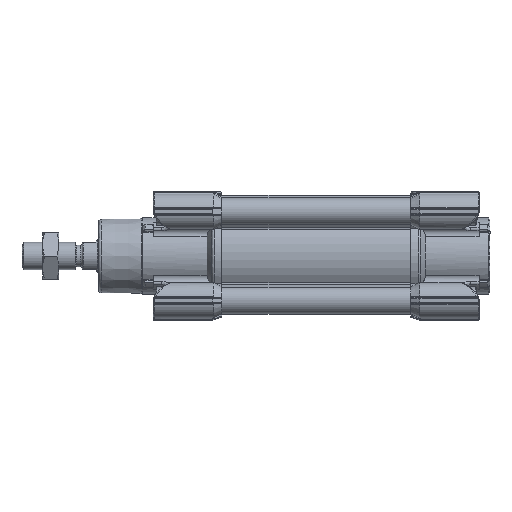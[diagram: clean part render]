
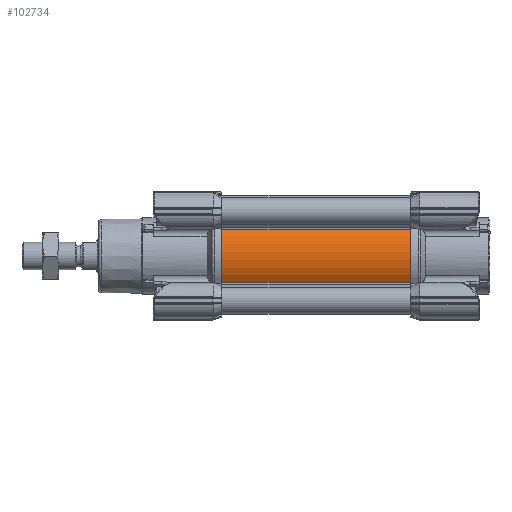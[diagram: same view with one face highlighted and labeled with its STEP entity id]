
A CAD part, left-side view. The second image highlights one B-rep face of the part: STEP entity #102734.
In plain terms, the highlighted cylindrical face has radius 17.5 mm (diameter 35 mm), a partial arc.
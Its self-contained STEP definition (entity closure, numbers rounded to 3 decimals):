
#680 = ORIENTED_EDGE ( 'NONE', *, *, #46969, .F. ) ;
#3406 = VERTEX_POINT ( 'NONE', #25738 ) ;
#5712 = EDGE_CURVE ( 'NONE', #90063, #48580, #37864, .T. ) ;
#7706 = ORIENTED_EDGE ( 'NONE', *, *, #5712, .T. ) ;
#9560 = CARTESIAN_POINT ( 'NONE',  ( -14.587, 50., -9.667 ) ) ;
#9806 = DIRECTION ( 'NONE',  ( 0., 1., 0. ) ) ;
#10988 = CARTESIAN_POINT ( 'NONE',  ( -14.587, 50., 9.667 ) ) ;
#14213 = CARTESIAN_POINT ( 'NONE',  ( 0., 94., 0. ) ) ;
#15622 = DIRECTION ( 'NONE',  ( 1., 0., 0. ) ) ;
#19002 = CIRCLE ( 'NONE', #97786, 17.5 ) ;
#19781 = DIRECTION ( 'NONE',  ( 0., 1., 0. ) ) ;
#21409 = VERTEX_POINT ( 'NONE', #68541 ) ;
#23573 = DIRECTION ( 'NONE',  ( 0., 1., 0. ) ) ;
#23999 = AXIS2_PLACEMENT_3D ( 'NONE', #107068, #23573, #96259 ) ;
#25738 = CARTESIAN_POINT ( 'NONE',  ( -14.587, 25., 9.667 ) ) ;
#28131 = ORIENTED_EDGE ( 'NONE', *, *, #83161, .T. ) ;
#31687 = DIRECTION ( 'NONE',  ( 0., -1., 0. ) ) ;
#37061 = CARTESIAN_POINT ( 'NONE',  ( -14.587, 94., 9.667 ) ) ;
#37864 = CIRCLE ( 'NONE', #106949, 17.5 ) ;
#37885 = EDGE_LOOP ( 'NONE', ( #7706, #680, #50788, #28131 ) ) ;
#44415 = CARTESIAN_POINT ( 'NONE',  ( -14.587, 94., -9.667 ) ) ;
#46969 = EDGE_CURVE ( 'NONE', #21409, #48580, #111176, .T. ) ;
#48580 = VERTEX_POINT ( 'NONE', #44415 ) ;
#50788 = ORIENTED_EDGE ( 'NONE', *, *, #58136, .F. ) ;
#56724 = LINE ( 'NONE', #10988, #77714 ) ;
#57846 = CYLINDRICAL_SURFACE ( 'NONE', #23999, 17.5 ) ;
#58136 = EDGE_CURVE ( 'NONE', #3406, #21409, #19002, .T. ) ;
#68541 = CARTESIAN_POINT ( 'NONE',  ( -14.587, 25., -9.667 ) ) ;
#77714 = VECTOR ( 'NONE', #9806, 1000. ) ;
#79152 = DIRECTION ( 'NONE',  ( 1., 0., 0. ) ) ;
#79164 = VECTOR ( 'NONE', #19781, 1000. ) ;
#83161 = EDGE_CURVE ( 'NONE', #3406, #90063, #56724, .T. ) ;
#90063 = VERTEX_POINT ( 'NONE', #37061 ) ;
#96259 = DIRECTION ( 'NONE',  ( -1., 0., 0. ) ) ;
#97786 = AXIS2_PLACEMENT_3D ( 'NONE', #106448, #107620, #15622 ) ;
#102734 = ADVANCED_FACE ( 'NONE', ( #102925 ), #57846, .T. ) ;
#102925 = FACE_OUTER_BOUND ( 'NONE', #37885, .T. ) ;
#106448 = CARTESIAN_POINT ( 'NONE',  ( 0., 25., 0. ) ) ;
#106949 = AXIS2_PLACEMENT_3D ( 'NONE', #14213, #31687, #79152 ) ;
#107068 = CARTESIAN_POINT ( 'NONE',  ( 0., 50., 0. ) ) ;
#107620 = DIRECTION ( 'NONE',  ( 0., -1., 0. ) ) ;
#111176 = LINE ( 'NONE', #9560, #79164 ) ;
